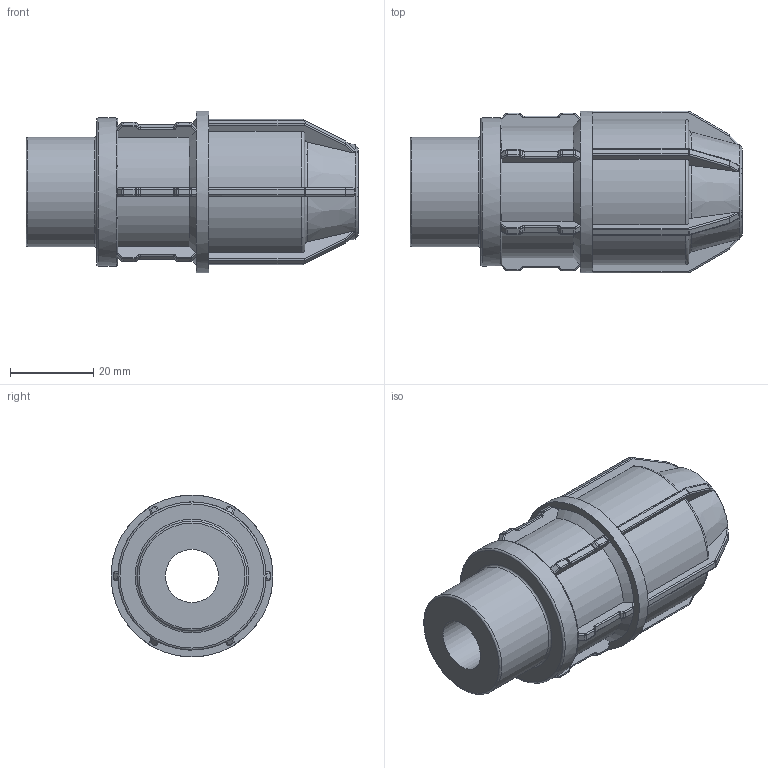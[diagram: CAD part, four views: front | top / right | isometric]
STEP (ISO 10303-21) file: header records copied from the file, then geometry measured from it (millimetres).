
FILE_DESCRIPTION(/* description */ ('PLASSON L.14 MALE ADAPTOR (SILVER) 16-3/4'''''),/* implementation_level */ '2;1');
FILE_NAME(/* name */ '140200016007.ipt.stp',/* time_stamp */ '2018-04-09T13:02:28+03:00',/* author */ ('KIM'),/* organization */ (''),/* preprocessor_version */ 'ST-DEVELOPER v15.6',/* originating_system */ 'Autodesk Inventor 2015',/* authorisation */ '');
FILE_SCHEMA (('AUTOMOTIVE_DESIGN { 1 0 10303 214 3 1 1 }'));
Length unit declared in the file: millimetre
Products named in the file (1): 140200016007
Bounding box: 80 x 39 x 39 mm (x, y, z)
Volume: 49104.8 mm3; surface area: 15226.9 mm2
Topology: 1 solids, 1 shells, 465 faces, 1136 edges, 673 vertices
Faces by surface type: cylinder 186, plane 158, bspline 72, torus 41, cone 8
Full cylindrical faces by diameter (mm): 12.8 x1, 16 x2, 26.441 x1, 35.695 x1, 39 x1
Entity records: 14264 total; most frequent: CARTESIAN_POINT 3657, DIRECTION 2302, ORIENTED_EDGE 2218, EDGE_CURVE 1109, AXIS2_PLACEMENT_3D 926, VERTEX_POINT 665, CIRCLE 503, EDGE_LOOP 484
